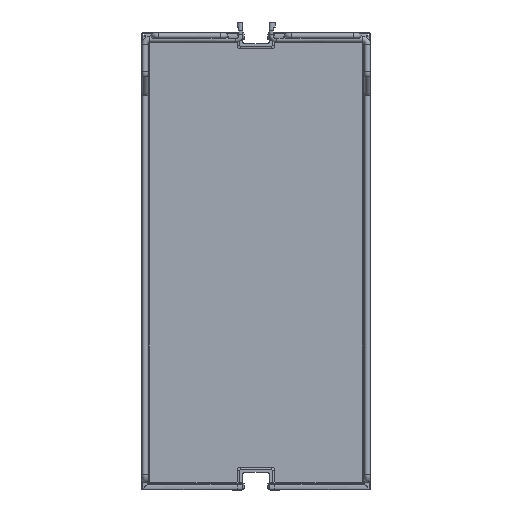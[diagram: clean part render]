
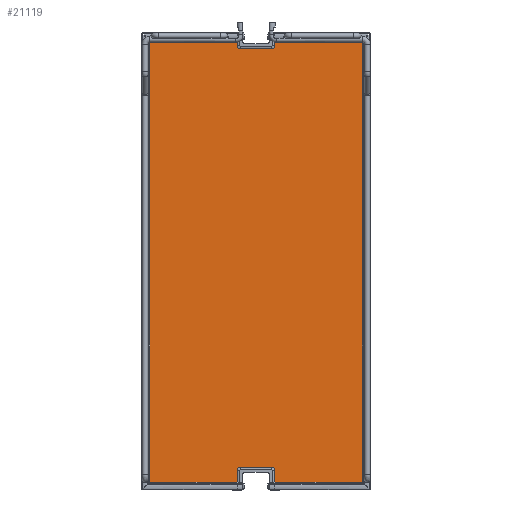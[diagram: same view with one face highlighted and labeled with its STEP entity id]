
A CAD part, top view. The second image highlights one B-rep face of the part: STEP entity #21119.
In plain terms, the highlighted planar face has unit normal (0, 0, 1).
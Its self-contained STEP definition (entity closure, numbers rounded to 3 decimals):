
#835=FACE_OUTER_BOUND('',#2036,.T.);
#2036=EDGE_LOOP('',(#13291,#13292,#13293,#13294,#13295,#13296,#13297,#13298,
#13299,#13300,#13301,#13302,#13303,#13304,#13305,#13306,#13307,#13308,#13309,
#13310,#13311,#13312,#13313,#13314,#13315,#13316,#13317,#13318,#13319,#13320));
#3268=CIRCLE('',#22350,2.);
#3269=CIRCLE('',#22352,4.);
#3270=CIRCLE('',#22354,4.);
#3286=CIRCLE('',#22379,4.);
#3287=CIRCLE('',#22381,3.);
#3288=CIRCLE('',#22382,3.);
#3289=CIRCLE('',#22383,4.);
#3290=CIRCLE('',#22384,4.);
#3291=CIRCLE('',#22385,2.);
#3292=CIRCLE('',#22386,4.);
#3293=CIRCLE('',#22387,4.);
#3294=CIRCLE('',#22388,4.);
#4563=LINE('',#30751,#6347);
#4575=LINE('',#30785,#6359);
#4580=LINE('',#30794,#6364);
#4602=LINE('',#30867,#6386);
#4607=LINE('',#30880,#6391);
#4608=LINE('',#30882,#6392);
#4609=LINE('',#30886,#6393);
#4610=LINE('',#30890,#6394);
#4611=LINE('',#30891,#6395);
#4612=LINE('',#30894,#6396);
#4613=LINE('',#30895,#6397);
#4614=LINE('',#30897,#6398);
#4615=LINE('',#30900,#6399);
#4616=LINE('',#30908,#6400);
#4617=LINE('',#30912,#6401);
#4618=LINE('',#30913,#6402);
#4619=LINE('',#30915,#6403);
#4620=LINE('',#30916,#6404);
#6347=VECTOR('',#24522,19.404);
#6359=VECTOR('',#24556,440.5);
#6364=VECTOR('',#24563,87.125);
#6386=VECTOR('',#24617,87.125);
#6391=VECTOR('',#24630,0.234);
#6392=VECTOR('',#24631,12.214);
#6393=VECTOR('',#24634,31.);
#6394=VECTOR('',#24637,12.214);
#6395=VECTOR('',#24638,0.234);
#6396=VECTOR('',#24641,0.384);
#6397=VECTOR('',#24642,0.912);
#6398=VECTOR('',#24643,88.9);
#6399=VECTOR('',#24646,0.319);
#6400=VECTOR('',#24653,0.319);
#6401=VECTOR('',#24656,88.9);
#6402=VECTOR('',#24657,440.5);
#6403=VECTOR('',#24658,0.912);
#6404=VECTOR('',#24659,0.384);
#8147=VERTEX_POINT('',#30748);
#8148=VERTEX_POINT('',#30750);
#8149=VERTEX_POINT('',#30754);
#8150=VERTEX_POINT('',#30758);
#8151=VERTEX_POINT('',#30762);
#8158=VERTEX_POINT('',#30782);
#8159=VERTEX_POINT('',#30784);
#8161=VERTEX_POINT('',#30789);
#8163=VERTEX_POINT('',#30796);
#8165=VERTEX_POINT('',#30799);
#8167=VERTEX_POINT('',#30803);
#8178=VERTEX_POINT('',#30825);
#8180=VERTEX_POINT('',#30829);
#8197=VERTEX_POINT('',#30866);
#8201=VERTEX_POINT('',#30879);
#8202=VERTEX_POINT('',#30881);
#8203=VERTEX_POINT('',#30883);
#8204=VERTEX_POINT('',#30885);
#8205=VERTEX_POINT('',#30887);
#8206=VERTEX_POINT('',#30889);
#8207=VERTEX_POINT('',#30893);
#8208=VERTEX_POINT('',#30896);
#8209=VERTEX_POINT('',#30898);
#8210=VERTEX_POINT('',#30901);
#8211=VERTEX_POINT('',#30903);
#8212=VERTEX_POINT('',#30905);
#8213=VERTEX_POINT('',#30907);
#8214=VERTEX_POINT('',#30909);
#8215=VERTEX_POINT('',#30911);
#8216=VERTEX_POINT('',#30914);
#10072=EDGE_CURVE('',#8148,#8147,#4563,.T.);
#10074=EDGE_CURVE('',#8148,#8149,#3268,.T.);
#10076=EDGE_CURVE('',#8150,#8149,#3269,.T.);
#10078=EDGE_CURVE('',#8151,#8150,#3270,.T.);
#10089=EDGE_CURVE('',#8159,#8158,#4575,.T.);
#10094=EDGE_CURVE('',#8161,#8159,#4580,.T.);
#10130=EDGE_CURVE('',#8197,#8163,#4602,.T.);
#10136=EDGE_CURVE('',#8165,#8167,#3286,.T.);
#10137=EDGE_CURVE('',#8167,#8201,#4607,.T.);
#10138=EDGE_CURVE('',#8201,#8202,#4608,.T.);
#10139=EDGE_CURVE('',#8202,#8203,#3287,.T.);
#10140=EDGE_CURVE('',#8204,#8203,#4609,.T.);
#10141=EDGE_CURVE('',#8205,#8204,#3288,.T.);
#10142=EDGE_CURVE('',#8206,#8205,#4610,.T.);
#10143=EDGE_CURVE('',#8178,#8206,#4611,.T.);
#10144=EDGE_CURVE('',#8178,#8180,#3289,.T.);
#10145=EDGE_CURVE('',#8180,#8207,#4612,.T.);
#10146=EDGE_CURVE('',#8207,#8161,#4613,.T.);
#10147=EDGE_CURVE('',#8158,#8208,#4614,.T.);
#10148=EDGE_CURVE('',#8208,#8209,#3290,.T.);
#10149=EDGE_CURVE('',#8151,#8209,#4615,.T.);
#10150=EDGE_CURVE('',#8210,#8147,#3291,.T.);
#10151=EDGE_CURVE('',#8210,#8211,#3292,.T.);
#10152=EDGE_CURVE('',#8211,#8212,#3293,.T.);
#10153=EDGE_CURVE('',#8213,#8212,#4616,.T.);
#10154=EDGE_CURVE('',#8213,#8214,#3294,.T.);
#10155=EDGE_CURVE('',#8214,#8215,#4617,.T.);
#10156=EDGE_CURVE('',#8215,#8197,#4618,.T.);
#10157=EDGE_CURVE('',#8163,#8216,#4619,.T.);
#10158=EDGE_CURVE('',#8216,#8165,#4620,.T.);
#13291=ORIENTED_EDGE('',*,*,#10137,.T.);
#13292=ORIENTED_EDGE('',*,*,#10138,.T.);
#13293=ORIENTED_EDGE('',*,*,#10139,.T.);
#13294=ORIENTED_EDGE('',*,*,#10140,.F.);
#13295=ORIENTED_EDGE('',*,*,#10141,.F.);
#13296=ORIENTED_EDGE('',*,*,#10142,.F.);
#13297=ORIENTED_EDGE('',*,*,#10143,.F.);
#13298=ORIENTED_EDGE('',*,*,#10144,.T.);
#13299=ORIENTED_EDGE('',*,*,#10145,.T.);
#13300=ORIENTED_EDGE('',*,*,#10146,.T.);
#13301=ORIENTED_EDGE('',*,*,#10094,.T.);
#13302=ORIENTED_EDGE('',*,*,#10089,.T.);
#13303=ORIENTED_EDGE('',*,*,#10147,.T.);
#13304=ORIENTED_EDGE('',*,*,#10148,.T.);
#13305=ORIENTED_EDGE('',*,*,#10149,.F.);
#13306=ORIENTED_EDGE('',*,*,#10078,.T.);
#13307=ORIENTED_EDGE('',*,*,#10076,.T.);
#13308=ORIENTED_EDGE('',*,*,#10074,.F.);
#13309=ORIENTED_EDGE('',*,*,#10072,.T.);
#13310=ORIENTED_EDGE('',*,*,#10150,.F.);
#13311=ORIENTED_EDGE('',*,*,#10151,.T.);
#13312=ORIENTED_EDGE('',*,*,#10152,.T.);
#13313=ORIENTED_EDGE('',*,*,#10153,.F.);
#13314=ORIENTED_EDGE('',*,*,#10154,.T.);
#13315=ORIENTED_EDGE('',*,*,#10155,.T.);
#13316=ORIENTED_EDGE('',*,*,#10156,.T.);
#13317=ORIENTED_EDGE('',*,*,#10130,.T.);
#13318=ORIENTED_EDGE('',*,*,#10157,.T.);
#13319=ORIENTED_EDGE('',*,*,#10158,.T.);
#13320=ORIENTED_EDGE('',*,*,#10136,.T.);
#19411=PLANE('',#22380);
#21119=ADVANCED_FACE('',(#835),#19411,.T.);
#22350=AXIS2_PLACEMENT_3D('',#30755,#24526,#24527);
#22352=AXIS2_PLACEMENT_3D('',#30759,#24531,#24532);
#22354=AXIS2_PLACEMENT_3D('',#30763,#24536,#24537);
#22379=AXIS2_PLACEMENT_3D('',#30877,#24626,#24627);
#22380=AXIS2_PLACEMENT_3D('',#30878,#24628,#24629);
#22381=AXIS2_PLACEMENT_3D('',#30884,#24632,#24633);
#22382=AXIS2_PLACEMENT_3D('',#30888,#24635,#24636);
#22383=AXIS2_PLACEMENT_3D('',#30892,#24639,#24640);
#22384=AXIS2_PLACEMENT_3D('',#30899,#24644,#24645);
#22385=AXIS2_PLACEMENT_3D('',#30902,#24647,#24648);
#22386=AXIS2_PLACEMENT_3D('',#30904,#24649,#24650);
#22387=AXIS2_PLACEMENT_3D('',#30906,#24651,#24652);
#22388=AXIS2_PLACEMENT_3D('',#30910,#24654,#24655);
#24522=DIRECTION('',(-1.,0.,0.));
#24526=DIRECTION('center_axis',(0.,0.,-1.));
#24527=DIRECTION('ref_axis',(0.,1.,0.));
#24531=DIRECTION('center_axis',(0.,0.,-1.));
#24532=DIRECTION('ref_axis',(0.992,-0.128,0.));
#24536=DIRECTION('center_axis',(0.,0.,1.));
#24537=DIRECTION('ref_axis',(-0.707,0.707,0.));
#24556=DIRECTION('',(0.,1.,0.));
#24563=DIRECTION('',(1.,0.,0.));
#24617=DIRECTION('',(1.,0.,0.));
#24626=DIRECTION('center_axis',(0.,0.,-1.));
#24627=DIRECTION('ref_axis',(-0.997,0.078,0.));
#24628=DIRECTION('center_axis',(0.,0.,1.));
#24629=DIRECTION('ref_axis',(1.,0.,0.));
#24630=DIRECTION('',(0.,1.,0.));
#24631=DIRECTION('',(0.,1.,0.));
#24632=DIRECTION('center_axis',(0.,0.,-1.));
#24633=DIRECTION('ref_axis',(-1.,0.,0.));
#24634=DIRECTION('',(-1.,0.,0.));
#24635=DIRECTION('center_axis',(0.,0.,1.));
#24636=DIRECTION('ref_axis',(1.,0.,0.));
#24637=DIRECTION('',(0.,1.,0.));
#24638=DIRECTION('',(0.,1.,0.));
#24639=DIRECTION('center_axis',(0.,0.,-1.));
#24640=DIRECTION('ref_axis',(0.849,0.528,0.));
#24641=DIRECTION('',(1.,0.,0.));
#24642=DIRECTION('',(0.986,-0.164,0.));
#24643=DIRECTION('',(-1.,0.,0.));
#24644=DIRECTION('center_axis',(0.,0.,-1.));
#24645=DIRECTION('ref_axis',(0.999,-0.04,0.));
#24646=DIRECTION('',(0.707,0.707,0.));
#24647=DIRECTION('center_axis',(0.,0.,-1.));
#24648=DIRECTION('ref_axis',(-0.4,0.917,0.));
#24649=DIRECTION('center_axis',(0.,0.,-1.));
#24650=DIRECTION('ref_axis',(0.4,-0.917,0.));
#24651=DIRECTION('center_axis',(0.,0.,1.));
#24652=DIRECTION('ref_axis',(0.992,0.128,0.));
#24653=DIRECTION('',(0.707,-0.707,0.));
#24654=DIRECTION('center_axis',(0.,0.,-1.));
#24655=DIRECTION('ref_axis',(-0.707,-0.707,0.));
#24656=DIRECTION('',(-1.,0.,0.));
#24657=DIRECTION('',(0.,-1.,0.));
#24658=DIRECTION('',(0.986,0.164,0.));
#24659=DIRECTION('',(1.,0.,0.));
#30748=CARTESIAN_POINT('',(-9.702,447.05,108.));
#30750=CARTESIAN_POINT('',(9.702,447.05,108.));
#30751=CARTESIAN_POINT('',(9.702,447.05,108.));
#30754=CARTESIAN_POINT('',(10.501,446.883,108.));
#30755=CARTESIAN_POINT('Origin',(9.702,445.05,108.));
#30758=CARTESIAN_POINT('',(16.067,450.039,108.));
#30759=CARTESIAN_POINT('Origin',(12.1,450.55,108.));
#30762=CARTESIAN_POINT('',(17.206,452.356,108.));
#30763=CARTESIAN_POINT('Origin',(20.034,449.528,108.));
#30782=CARTESIAN_POINT('',(107.5,455.25,108.));
#30784=CARTESIAN_POINT('',(107.5,14.75,108.));
#30785=CARTESIAN_POINT('',(107.5,14.75,108.));
#30789=CARTESIAN_POINT('',(20.375,14.75,108.));
#30794=CARTESIAN_POINT('',(20.375,14.75,108.));
#30796=CARTESIAN_POINT('',(-20.375,14.75,108.));
#30799=CARTESIAN_POINT('',(-19.091,14.9,108.));
#30803=CARTESIAN_POINT('',(-18.5,16.702,108.));
#30825=CARTESIAN_POINT('',(18.5,16.702,108.));
#30829=CARTESIAN_POINT('',(19.091,14.9,108.));
#30866=CARTESIAN_POINT('',(-107.5,14.75,108.));
#30867=CARTESIAN_POINT('',(-107.5,14.75,108.));
#30877=CARTESIAN_POINT('Origin',(-15.103,14.59,108.));
#30878=CARTESIAN_POINT('Origin',(0.,235.,108.));
#30879=CARTESIAN_POINT('',(-18.5,16.936,108.));
#30880=CARTESIAN_POINT('',(-18.5,16.702,108.));
#30881=CARTESIAN_POINT('',(-18.5,29.15,108.));
#30882=CARTESIAN_POINT('',(-18.5,16.936,108.));
#30883=CARTESIAN_POINT('',(-15.5,32.15,108.));
#30884=CARTESIAN_POINT('Origin',(-15.5,29.15,108.));
#30885=CARTESIAN_POINT('',(15.5,32.15,108.));
#30886=CARTESIAN_POINT('',(15.5,32.15,108.));
#30887=CARTESIAN_POINT('',(18.5,29.15,108.));
#30888=CARTESIAN_POINT('Origin',(15.5,29.15,108.));
#30889=CARTESIAN_POINT('',(18.5,16.936,108.));
#30890=CARTESIAN_POINT('',(18.5,16.936,108.));
#30891=CARTESIAN_POINT('',(18.5,16.702,108.));
#30892=CARTESIAN_POINT('Origin',(15.103,14.59,108.));
#30893=CARTESIAN_POINT('',(19.475,14.9,108.));
#30894=CARTESIAN_POINT('',(19.091,14.9,108.));
#30895=CARTESIAN_POINT('',(19.475,14.9,108.));
#30896=CARTESIAN_POINT('',(18.6,455.25,108.));
#30897=CARTESIAN_POINT('',(107.5,455.25,108.));
#30898=CARTESIAN_POINT('',(17.432,452.582,108.));
#30899=CARTESIAN_POINT('Origin',(14.603,455.41,108.));
#30900=CARTESIAN_POINT('',(17.206,452.356,108.));
#30901=CARTESIAN_POINT('',(-10.501,446.883,108.));
#30902=CARTESIAN_POINT('Origin',(-9.702,445.05,108.));
#30903=CARTESIAN_POINT('',(-16.067,450.039,108.));
#30904=CARTESIAN_POINT('Origin',(-12.1,450.55,108.));
#30905=CARTESIAN_POINT('',(-17.206,452.356,108.));
#30906=CARTESIAN_POINT('Origin',(-20.034,449.528,108.));
#30907=CARTESIAN_POINT('',(-17.432,452.582,108.));
#30908=CARTESIAN_POINT('',(-17.432,452.582,108.));
#30909=CARTESIAN_POINT('',(-18.6,455.25,108.));
#30910=CARTESIAN_POINT('Origin',(-14.603,455.41,108.));
#30911=CARTESIAN_POINT('',(-107.5,455.25,108.));
#30912=CARTESIAN_POINT('',(-18.6,455.25,108.));
#30913=CARTESIAN_POINT('',(-107.5,455.25,108.));
#30914=CARTESIAN_POINT('',(-19.475,14.9,108.));
#30915=CARTESIAN_POINT('',(-20.375,14.75,108.));
#30916=CARTESIAN_POINT('',(-19.475,14.9,108.));
